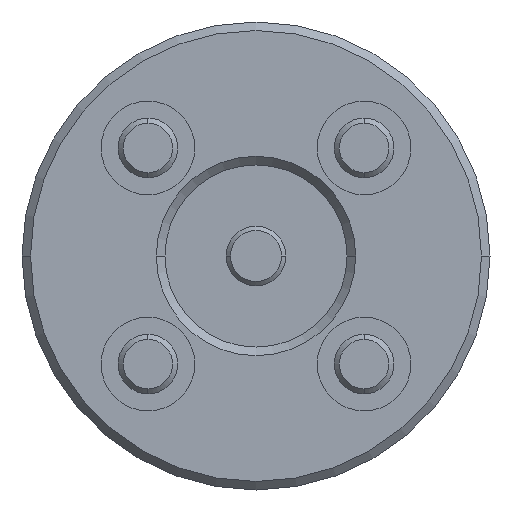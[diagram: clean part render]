
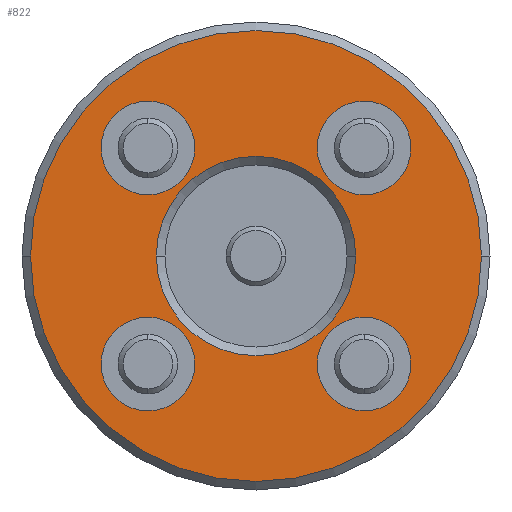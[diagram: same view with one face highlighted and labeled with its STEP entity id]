
A CAD part, front view. The second image highlights one B-rep face of the part: STEP entity #822.
In plain terms, the highlighted planar face has unit normal (0, -1, 0).
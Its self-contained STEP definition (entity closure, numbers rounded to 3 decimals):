
#1=CARTESIAN_POINT('',(0.,0.,0.));
#2=DIRECTION('',(0.,1.,0.));
#3=DIRECTION('',(1.,0.,0.));
#4=AXIS2_PLACEMENT_3D('',#1,#2,#3);
#6=CARTESIAN_POINT('',(0.,0.,0.));
#7=DIRECTION('',(0.,1.,0.));
#8=DIRECTION('',(-1.,0.,0.));
#9=AXIS2_PLACEMENT_3D('',#6,#7,#8);
#11=CARTESIAN_POINT('',(0.,0.,0.));
#12=DIRECTION('',(0.,1.,0.));
#13=DIRECTION('',(1.,0.,0.));
#14=AXIS2_PLACEMENT_3D('',#11,#12,#13);
#16=CARTESIAN_POINT('',(0.,0.,0.));
#17=DIRECTION('',(0.,1.,0.));
#18=DIRECTION('',(-1.,0.,0.));
#19=AXIS2_PLACEMENT_3D('',#16,#17,#18);
#21=CARTESIAN_POINT('',(-1.27,0.,1.27));
#22=DIRECTION('',(0.,-1.,0.));
#23=DIRECTION('',(1.,0.,0.));
#24=AXIS2_PLACEMENT_3D('',#21,#22,#23);
#26=CARTESIAN_POINT('',(-1.27,0.,1.27));
#27=DIRECTION('',(0.,-1.,0.));
#28=DIRECTION('',(-1.,0.,0.));
#29=AXIS2_PLACEMENT_3D('',#26,#27,#28);
#31=CARTESIAN_POINT('',(1.27,0.,1.27));
#32=DIRECTION('',(0.,-1.,0.));
#33=DIRECTION('',(1.,0.,0.));
#34=AXIS2_PLACEMENT_3D('',#31,#32,#33);
#36=CARTESIAN_POINT('',(1.27,0.,1.27));
#37=DIRECTION('',(0.,-1.,0.));
#38=DIRECTION('',(-1.,0.,0.));
#39=AXIS2_PLACEMENT_3D('',#36,#37,#38);
#41=CARTESIAN_POINT('',(1.27,0.,-1.27));
#42=DIRECTION('',(0.,-1.,0.));
#43=DIRECTION('',(1.,0.,0.));
#44=AXIS2_PLACEMENT_3D('',#41,#42,#43);
#46=CARTESIAN_POINT('',(1.27,0.,-1.27));
#47=DIRECTION('',(0.,-1.,0.));
#48=DIRECTION('',(-1.,0.,0.));
#49=AXIS2_PLACEMENT_3D('',#46,#47,#48);
#51=CARTESIAN_POINT('',(-1.27,0.,-1.27));
#52=DIRECTION('',(0.,-1.,0.));
#53=DIRECTION('',(1.,0.,0.));
#54=AXIS2_PLACEMENT_3D('',#51,#52,#53);
#56=CARTESIAN_POINT('',(-1.27,0.,-1.27));
#57=DIRECTION('',(0.,-1.,0.));
#58=DIRECTION('',(-1.,0.,0.));
#59=AXIS2_PLACEMENT_3D('',#56,#57,#58);
#619=CARTESIAN_POINT('',(1.172,0.,0.));
#620=CARTESIAN_POINT('',(-1.172,0.,0.));
#621=VERTEX_POINT('',#619);
#622=VERTEX_POINT('',#620);
#639=CARTESIAN_POINT('',(-0.72,0.,1.27));
#640=CARTESIAN_POINT('',(-1.82,0.,1.27));
#641=VERTEX_POINT('',#639);
#642=VERTEX_POINT('',#640);
#643=CARTESIAN_POINT('',(1.82,0.,1.27));
#644=CARTESIAN_POINT('',(0.72,0.,1.27));
#645=VERTEX_POINT('',#643);
#646=VERTEX_POINT('',#644);
#647=CARTESIAN_POINT('',(1.82,0.,-1.27));
#648=CARTESIAN_POINT('',(0.72,0.,-1.27));
#649=VERTEX_POINT('',#647);
#650=VERTEX_POINT('',#648);
#651=CARTESIAN_POINT('',(-0.72,0.,-1.27));
#652=CARTESIAN_POINT('',(-1.82,0.,-1.27));
#653=VERTEX_POINT('',#651);
#654=VERTEX_POINT('',#652);
#707=CARTESIAN_POINT('',(2.65,0.,0.));
#708=CARTESIAN_POINT('',(-2.65,0.,0.));
#709=VERTEX_POINT('',#707);
#710=VERTEX_POINT('',#708);
#781=CARTESIAN_POINT('',(0.,0.,0.));
#782=DIRECTION('',(0.,1.,0.));
#783=DIRECTION('',(1.,0.,0.));
#784=AXIS2_PLACEMENT_3D('',#781,#782,#783);
#785=PLANE('',#784);
#787=ORIENTED_EDGE('',*,*,#786,.T.);
#789=ORIENTED_EDGE('',*,*,#788,.T.);
#790=EDGE_LOOP('',(#787,#789));
#791=FACE_OUTER_BOUND('',#790,.F.);
#793=ORIENTED_EDGE('',*,*,#792,.F.);
#795=ORIENTED_EDGE('',*,*,#794,.F.);
#796=EDGE_LOOP('',(#793,#795));
#797=FACE_BOUND('',#796,.F.);
#799=ORIENTED_EDGE('',*,*,#798,.T.);
#801=ORIENTED_EDGE('',*,*,#800,.T.);
#802=EDGE_LOOP('',(#799,#801));
#803=FACE_BOUND('',#802,.F.);
#805=ORIENTED_EDGE('',*,*,#804,.T.);
#807=ORIENTED_EDGE('',*,*,#806,.T.);
#808=EDGE_LOOP('',(#805,#807));
#809=FACE_BOUND('',#808,.F.);
#811=ORIENTED_EDGE('',*,*,#810,.T.);
#813=ORIENTED_EDGE('',*,*,#812,.T.);
#814=EDGE_LOOP('',(#811,#813));
#815=FACE_BOUND('',#814,.F.);
#817=ORIENTED_EDGE('',*,*,#816,.T.);
#819=ORIENTED_EDGE('',*,*,#818,.T.);
#820=EDGE_LOOP('',(#817,#819));
#821=FACE_BOUND('',#820,.F.);
#822=ADVANCED_FACE('',(#791,#797,#803,#809,#815,#821),#785,.F.);
#5=CIRCLE('',#4,2.65);
#10=CIRCLE('',#9,2.65);
#15=CIRCLE('',#14,1.172);
#20=CIRCLE('',#19,1.172);
#25=CIRCLE('',#24,0.55);
#30=CIRCLE('',#29,0.55);
#35=CIRCLE('',#34,0.55);
#40=CIRCLE('',#39,0.55);
#45=CIRCLE('',#44,0.55);
#50=CIRCLE('',#49,0.55);
#55=CIRCLE('',#54,0.55);
#60=CIRCLE('',#59,0.55);
#786=EDGE_CURVE('',#709,#710,#5,.T.);
#788=EDGE_CURVE('',#710,#709,#10,.T.);
#792=EDGE_CURVE('',#621,#622,#15,.T.);
#794=EDGE_CURVE('',#622,#621,#20,.T.);
#798=EDGE_CURVE('',#641,#642,#25,.T.);
#800=EDGE_CURVE('',#642,#641,#30,.T.);
#804=EDGE_CURVE('',#645,#646,#35,.T.);
#806=EDGE_CURVE('',#646,#645,#40,.T.);
#810=EDGE_CURVE('',#649,#650,#45,.T.);
#812=EDGE_CURVE('',#650,#649,#50,.T.);
#816=EDGE_CURVE('',#653,#654,#55,.T.);
#818=EDGE_CURVE('',#654,#653,#60,.T.);
